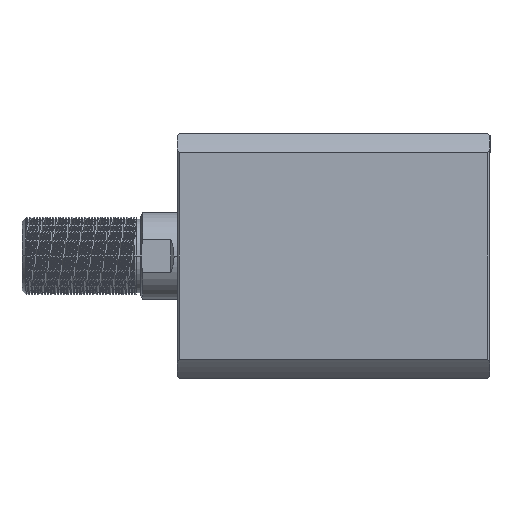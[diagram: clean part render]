
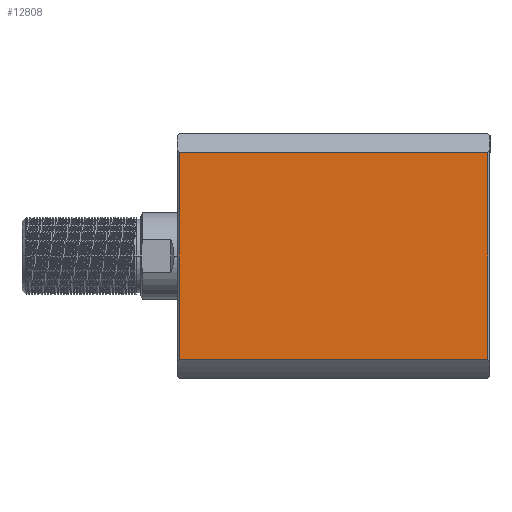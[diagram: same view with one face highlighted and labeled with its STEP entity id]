
A CAD part, left-side view. The second image highlights one B-rep face of the part: STEP entity #12808.
In plain terms, the highlighted face is planar.
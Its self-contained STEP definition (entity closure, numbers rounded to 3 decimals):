
#1238 = LINE ( 'NONE', #13128, #8631 ) ;
#1426 = LINE ( 'NONE', #3681, #8376 ) ;
#2872 = EDGE_CURVE ( 'NONE', #3105, #18913, #1426, .T. ) ;
#3105 = VERTEX_POINT ( 'NONE', #17597 ) ;
#3545 = EDGE_LOOP ( 'NONE', ( #8415, #12814, #17218, #5835 ) ) ;
#3681 = CARTESIAN_POINT ( 'NONE',  ( -57., -57., 144. ) ) ;
#3825 = CARTESIAN_POINT ( 'NONE',  ( -47.971, -57., 300. ) ) ;
#3889 = DIRECTION ( 'NONE',  ( 0., 0., 1. ) ) ;
#4344 = CARTESIAN_POINT ( 'NONE',  ( -47.971, -57., 1. ) ) ;
#5339 = VECTOR ( 'NONE', #3889, 1000. ) ;
#5436 = CARTESIAN_POINT ( 'NONE',  ( 47.971, -57., 300. ) ) ;
#5835 = ORIENTED_EDGE ( 'NONE', *, *, #17993, .T. ) ;
#7465 = DIRECTION ( 'NONE',  ( 0., 1., 0. ) ) ;
#7690 = FACE_OUTER_BOUND ( 'NONE', #3545, .T. ) ;
#8376 = VECTOR ( 'NONE', #11094, 1000. ) ;
#8415 = ORIENTED_EDGE ( 'NONE', *, *, #15916, .F. ) ;
#8458 = VECTOR ( 'NONE', #17362, 1000. ) ;
#8631 = VECTOR ( 'NONE', #14606, 1000. ) ;
#8923 = CARTESIAN_POINT ( 'NONE',  ( -57., -57., 145. ) ) ;
#10128 = VERTEX_POINT ( 'NONE', #4344 ) ;
#11094 = DIRECTION ( 'NONE',  ( -1., 0., 0. ) ) ;
#12120 = AXIS2_PLACEMENT_3D ( 'NONE', #8923, #7465, #17838 ) ;
#12382 = LINE ( 'NONE', #5436, #8458 ) ;
#12808 = ADVANCED_FACE ( 'NONE', ( #7690 ), #16359, .F. ) ;
#12814 = ORIENTED_EDGE ( 'NONE', *, *, #2872, .T. ) ;
#13128 = CARTESIAN_POINT ( 'NONE',  ( -57., -57., 1. ) ) ;
#13814 = EDGE_CURVE ( 'NONE', #10128, #18913, #17648, .T. ) ;
#14606 = DIRECTION ( 'NONE',  ( 1., 0., 0. ) ) ;
#15183 = VERTEX_POINT ( 'NONE', #15764 ) ;
#15764 = CARTESIAN_POINT ( 'NONE',  ( 47.971, -57., 1. ) ) ;
#15916 = EDGE_CURVE ( 'NONE', #3105, #15183, #12382, .T. ) ;
#15992 = CARTESIAN_POINT ( 'NONE',  ( -47.971, -57., 144. ) ) ;
#16359 = PLANE ( 'NONE',  #12120 ) ;
#17218 = ORIENTED_EDGE ( 'NONE', *, *, #13814, .F. ) ;
#17362 = DIRECTION ( 'NONE',  ( 0., 0., -1. ) ) ;
#17597 = CARTESIAN_POINT ( 'NONE',  ( 47.971, -57., 144. ) ) ;
#17648 = LINE ( 'NONE', #3825, #5339 ) ;
#17838 = DIRECTION ( 'NONE',  ( 0., 0., 1. ) ) ;
#17993 = EDGE_CURVE ( 'NONE', #10128, #15183, #1238, .T. ) ;
#18913 = VERTEX_POINT ( 'NONE', #15992 ) ;
